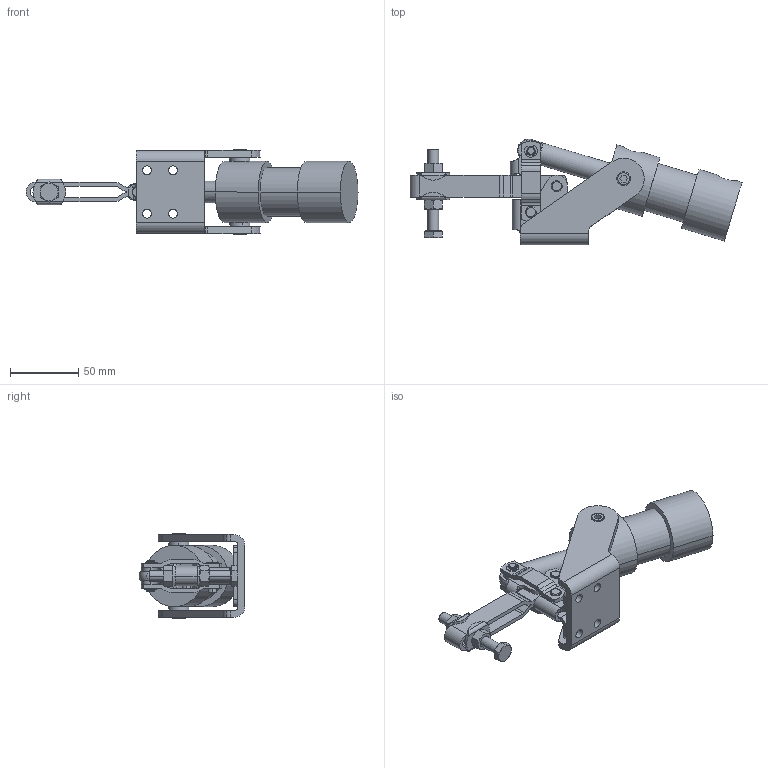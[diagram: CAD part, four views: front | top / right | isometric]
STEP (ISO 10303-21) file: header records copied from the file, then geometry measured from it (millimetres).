
FILE_DESCRIPTION((''),'2;1');
FILE_NAME('703.stp','2005-09-28T10:27:25',('CAD'),(''),'Autodesk Inventor 8','Autodesk Inventor 8','');
FILE_SCHEMA(('AUTOMOTIVE_DESIGN { 1 0 10303 214 1 1 1 1 }'));
Length unit declared in the file: millimetre
Products named in the file (18): R703D1; 213.0-01D1; 213.0-02D1; 703-03D1; 703-04D1; Part1; 703-06E1; 703-07E1; 703-08D1; N 6x15 [D=8][d=6][d1=4,2][L=15][k=1,2][L1=3][R1=0,5][R=0,6]; N 6x21 [D=8][d=6][d1=4,2][L=21][k=1,2][L1=3][R1=0,5][R=0,6]; P 8x6x6 [D=8,25 mm][d=6,04 mm][L=5,8 mm]; P 8x6x12 [D=8,25 mm][d=6,04 mm][L=11,8 mm]; Šroub se šestihrannou hlavou ISO 4017 - M8x60; Matice ISO 4032 M8; VÁLEC PV32-45  2000055970320045; Kroužek 4 DIN 6799; Šroub s vnitøním šestihranem DIN 912 - M6 x 10
Assembly tree (25 placements, depth 2):
  R703D1
    213.0-01D1
    213.0-02D1
    703-03D1  x2
    703-04D1
    Part1  x2
    703-06E1
    703-07E1  x2
    703-08D1
    N 6x15 [D=8][d=6][d1=4,2][L=15][k=1,2][L1=3][R1=0,5][R=0,6]  x2
    N 6x21 [D=8][d=6][d1=4,2][L=21][k=1,2][L1=3][R1=0,5][R=0,6]
    P 8x6x6 [D=8,25 mm][d=6,04 mm][L=5,8 mm]  x2
    P 8x6x12 [D=8,25 mm][d=6,04 mm][L=11,8 mm]
    Šroub se šestihrannou hlavou ISO 4017 - M8x60
    Matice ISO 4032 M8  x2
    VÁLEC PV32-45  2000055970320045
    Kroužek 4 DIN 6799  x2
    Šroub s vnitøním šestihranem DIN 912 - M6 x 10  x2
Bounding box: 243.92 x 77.56 x 62 mm (x, y, z)
Volume: 224342.8 mm3; surface area: 74451.4 mm2
Topology: 25 solids, 25 shells, 1117 faces, 2631 edges, 1573 vertices
Faces by surface type: plane 388, cylinder 309, cone 280, bspline 128, torus 10, sphere 2
Entity records: 26010 total; most frequent: CARTESIAN_POINT 8049, DIRECTION 3748, ORIENTED_EDGE 3738, EDGE_CURVE 1869, AXIS2_PLACEMENT_3D 1516, VERTEX_POINT 1132, EDGE_LOOP 871, CIRCLE 793
